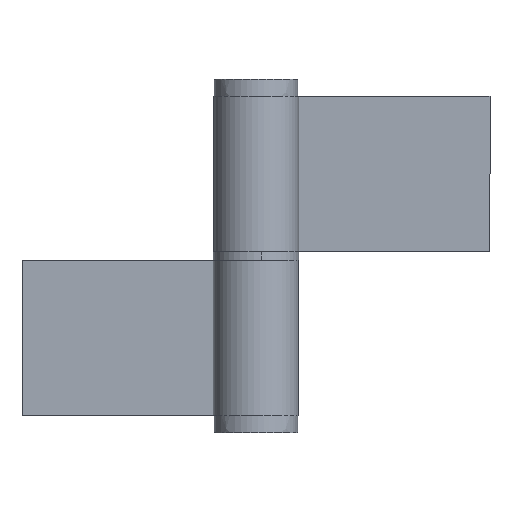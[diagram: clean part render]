
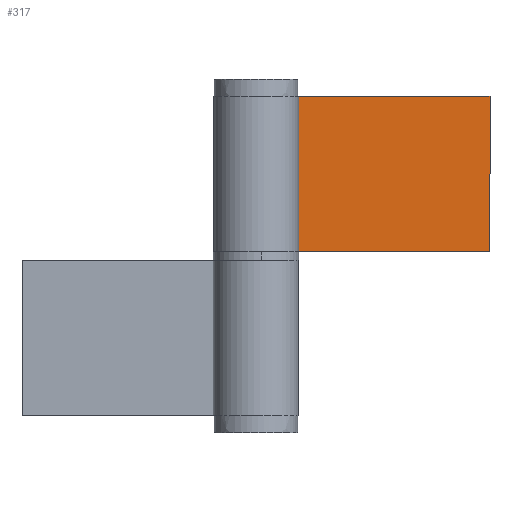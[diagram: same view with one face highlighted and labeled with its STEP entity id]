
A CAD part, front view. The second image highlights one B-rep face of the part: STEP entity #317.
In plain terms, the highlighted free-form (B-spline) face has degree [1, 1] with [2, 2] control points.
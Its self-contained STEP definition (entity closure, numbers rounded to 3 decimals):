
#51=CARTESIAN_POINT('',(-55.0,5.5,0.0));
#52=VERTEX_POINT('',#51);
#93=CARTESIAN_POINT('',(0.,5.5,0.0));
#94=VERTEX_POINT('',#93);
#114=CARTESIAN_POINT('',(-55.0,5.5,0.0));
#115=CARTESIAN_POINT('',(0.,5.5,0.0));
#116=QUASI_UNIFORM_CURVE('',1,(#114,#115),.UNSPECIFIED.,.F.,.U.);
#117=EDGE_CURVE('',#52,#94,#116,.T.);
#129=CARTESIAN_POINT('',(-55.0,5.5,36.5));
#130=VERTEX_POINT('',#129);
#136=CARTESIAN_POINT('',(0.,5.5,36.5));
#137=VERTEX_POINT('',#136);
#138=CARTESIAN_POINT('',(-55.0,5.5,36.5));
#139=CARTESIAN_POINT('',(0.,5.5,36.5));
#140=QUASI_UNIFORM_CURVE('',1,(#138,#139),.UNSPECIFIED.,.F.,.U.);
#141=EDGE_CURVE('',#130,#137,#140,.T.);
#294=CARTESIAN_POINT('',(0.,5.5,36.5));
#295=CARTESIAN_POINT('',(0.,5.5,0.0));
#296=QUASI_UNIFORM_CURVE('',1,(#294,#295),.UNSPECIFIED.,.F.,.U.);
#297=EDGE_CURVE('',#137,#94,#296,.T.);
#302=CARTESIAN_POINT('',(-57.747,5.5,-1.823));
#303=CARTESIAN_POINT('',(-57.747,5.5,38.323));
#304=CARTESIAN_POINT('',(2.747,5.5,-1.823));
#305=CARTESIAN_POINT('',(2.747,5.5,38.323));
#306=B_SPLINE_SURFACE_WITH_KNOTS('',1,1,((#302,#304),(#303,#305)),.UNSPECIFIED.,.F.,.F.,.U.,(2,2),(2,2),(0.0,40.146),(0.0,60.495),.UNSPECIFIED.);
#307=ORIENTED_EDGE('',*,*,#117,.T.);
#308=ORIENTED_EDGE('',*,*,#297,.F.);
#309=ORIENTED_EDGE('',*,*,#141,.F.);
#310=CARTESIAN_POINT('',(-55.0,5.5,36.5));
#311=CARTESIAN_POINT('',(-55.0,5.5,0.0));
#312=QUASI_UNIFORM_CURVE('',1,(#310,#311),.UNSPECIFIED.,.F.,.U.);
#313=EDGE_CURVE('',#130,#52,#312,.T.);
#314=ORIENTED_EDGE('',*,*,#313,.T.);
#315=EDGE_LOOP('',(#307,#308,#309,#314));
#316=FACE_OUTER_BOUND('',#315,.T.);
#317=ADVANCED_FACE('',(#316),#306,.F.);
